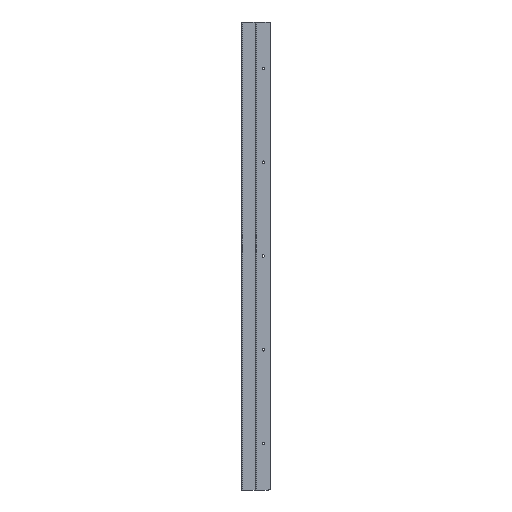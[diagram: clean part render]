
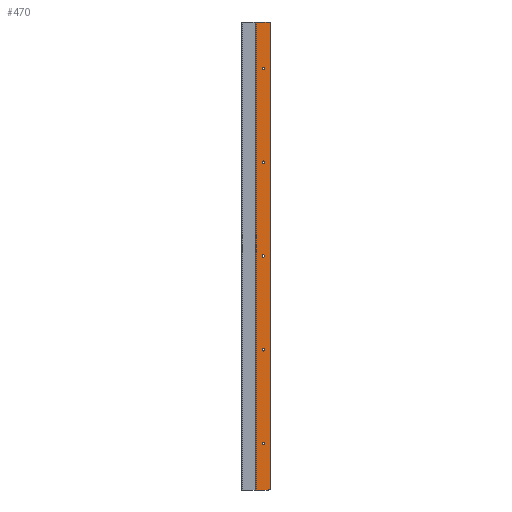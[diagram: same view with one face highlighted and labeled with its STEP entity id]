
A CAD part, front view. The second image highlights one B-rep face of the part: STEP entity #470.
In plain terms, the highlighted planar face has unit normal (0, -1, 0).
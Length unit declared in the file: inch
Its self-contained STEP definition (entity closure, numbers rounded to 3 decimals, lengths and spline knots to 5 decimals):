
#10 = EDGE_CURVE ( 'NONE', #925, #925, #271, .T. ) ;
#16 = CARTESIAN_POINT ( 'NONE',  ( 1.5, -0.548, 23.75 ) ) ;
#19 = CARTESIAN_POINT ( 'NONE',  ( 0.047, -0.548, -24. ) ) ;
#37 = VERTEX_POINT ( 'NONE', #933 ) ;
#38 = ORIENTED_EDGE ( 'NONE', *, *, #121, .F. ) ;
#43 = VERTEX_POINT ( 'NONE', #848 ) ;
#45 = DIRECTION ( 'NONE',  ( 1., 0., 0. ) ) ;
#99 = EDGE_CURVE ( 'NONE', #118, #170, #397, .T. ) ;
#100 = DIRECTION ( 'NONE',  ( 0., -1., 0. ) ) ;
#105 = DIRECTION ( 'NONE',  ( 0., 0., 1. ) ) ;
#110 = PLANE ( 'NONE',  #460 ) ;
#111 = DIRECTION ( 'NONE',  ( 0., 0., 1. ) ) ;
#118 = VERTEX_POINT ( 'NONE', #294 ) ;
#121 = EDGE_CURVE ( 'NONE', #283, #142, #374, .T. ) ;
#124 = DIRECTION ( 'NONE',  ( 0., 1., 0. ) ) ;
#125 = CARTESIAN_POINT ( 'NONE',  ( 0.75, -0.548, 9.75 ) ) ;
#139 = CIRCLE ( 'NONE', #924, 0.125 ) ;
#142 = VERTEX_POINT ( 'NONE', #16 ) ;
#162 = VECTOR ( 'NONE', #829, 39.37008 ) ;
#170 = VERTEX_POINT ( 'NONE', #19 ) ;
#184 = CARTESIAN_POINT ( 'NONE',  ( 1.25, -0.548, -23.75 ) ) ;
#190 = CARTESIAN_POINT ( 'NONE',  ( 1.5, -0.548, 24. ) ) ;
#194 = FACE_BOUND ( 'NONE', #839, .T. ) ;
#198 = AXIS2_PLACEMENT_3D ( 'NONE', #243, #752, #400 ) ;
#205 = ORIENTED_EDGE ( 'NONE', *, *, #725, .F. ) ;
#209 = DIRECTION ( 'NONE',  ( 0., -1., 0. ) ) ;
#212 = EDGE_LOOP ( 'NONE', ( #633 ) ) ;
#219 = CARTESIAN_POINT ( 'NONE',  ( 0.047, -0.548, -24. ) ) ;
#225 = CIRCLE ( 'NONE', #766, 0.125 ) ;
#242 = AXIS2_PLACEMENT_3D ( 'NONE', #681, #903, #651 ) ;
#243 = CARTESIAN_POINT ( 'NONE',  ( 0.75, -0.548, 19.25 ) ) ;
#256 = VERTEX_POINT ( 'NONE', #125 ) ;
#257 = CARTESIAN_POINT ( 'NONE',  ( 1.5, -0.548, -24. ) ) ;
#271 = CIRCLE ( 'NONE', #490, 0.125 ) ;
#279 = ORIENTED_EDGE ( 'NONE', *, *, #478, .F. ) ;
#283 = VERTEX_POINT ( 'NONE', #899 ) ;
#294 = CARTESIAN_POINT ( 'NONE',  ( 1.25, -0.548, -24. ) ) ;
#306 = DIRECTION ( 'NONE',  ( 0., 0., 1. ) ) ;
#307 = EDGE_LOOP ( 'NONE', ( #205, #419, #895, #819, #38, #661 ) ) ;
#315 = EDGE_CURVE ( 'NONE', #142, #319, #956, .T. ) ;
#319 = VERTEX_POINT ( 'NONE', #520 ) ;
#367 = ORIENTED_EDGE ( 'NONE', *, *, #788, .F. ) ;
#374 = CIRCLE ( 'NONE', #937, 0.25 ) ;
#390 = DIRECTION ( 'NONE',  ( 0., 0., 1. ) ) ;
#397 = LINE ( 'NONE', #257, #765 ) ;
#400 = DIRECTION ( 'NONE',  ( 0., 0., 1. ) ) ;
#410 = VECTOR ( 'NONE', #45, 39.37008 ) ;
#415 = EDGE_LOOP ( 'NONE', ( #279 ) ) ;
#416 = ORIENTED_EDGE ( 'NONE', *, *, #773, .F. ) ;
#419 = ORIENTED_EDGE ( 'NONE', *, *, #99, .F. ) ;
#441 = EDGE_LOOP ( 'NONE', ( #367 ) ) ;
#448 = AXIS2_PLACEMENT_3D ( 'NONE', #184, #628, #111 ) ;
#454 = DIRECTION ( 'NONE',  ( 0., -1., 0. ) ) ;
#460 = AXIS2_PLACEMENT_3D ( 'NONE', #916, #847, #105 ) ;
#461 = FACE_BOUND ( 'NONE', #415, .T. ) ;
#470 = ADVANCED_FACE ( 'NONE', ( #461, #194, #836, #546, #674, #860 ), #110, .F. ) ;
#478 = EDGE_CURVE ( 'NONE', #772, #772, #911, .T. ) ;
#490 = AXIS2_PLACEMENT_3D ( 'NONE', #569, #209, #547 ) ;
#520 = CARTESIAN_POINT ( 'NONE',  ( 1.5, -0.548, -23.75 ) ) ;
#533 = DIRECTION ( 'NONE',  ( 0., 0., 1. ) ) ;
#539 = CARTESIAN_POINT ( 'NONE',  ( 1.25, -0.548, 23.75 ) ) ;
#546 = FACE_BOUND ( 'NONE', #441, .T. ) ;
#547 = DIRECTION ( 'NONE',  ( 0., 0., 1. ) ) ;
#569 = CARTESIAN_POINT ( 'NONE',  ( 0.75, -0.548, -19.25 ) ) ;
#617 = LINE ( 'NONE', #190, #410 ) ;
#622 = VERTEX_POINT ( 'NONE', #705 ) ;
#628 = DIRECTION ( 'NONE',  ( 0., 1., 0. ) ) ;
#633 = ORIENTED_EDGE ( 'NONE', *, *, #10, .F. ) ;
#651 = DIRECTION ( 'NONE',  ( 0., 0., 1. ) ) ;
#661 = ORIENTED_EDGE ( 'NONE', *, *, #864, .F. ) ;
#662 = CARTESIAN_POINT ( 'NONE',  ( 1.5, -0.548, -24. ) ) ;
#674 = FACE_BOUND ( 'NONE', #212, .T. ) ;
#681 = CARTESIAN_POINT ( 'NONE',  ( 0.75, -0.548, 0. ) ) ;
#692 = CARTESIAN_POINT ( 'NONE',  ( 0.75, -0.548, 19.375 ) ) ;
#705 = CARTESIAN_POINT ( 'NONE',  ( 0.75, -0.548, 0.125 ) ) ;
#725 = EDGE_CURVE ( 'NONE', #170, #43, #809, .T. ) ;
#728 = CARTESIAN_POINT ( 'NONE',  ( 0.75, -0.548, 9.625 ) ) ;
#748 = CIRCLE ( 'NONE', #448, 0.25 ) ;
#752 = DIRECTION ( 'NONE',  ( 0., -1., 0. ) ) ;
#760 = CARTESIAN_POINT ( 'NONE',  ( 0.75, -0.548, -9.625 ) ) ;
#765 = VECTOR ( 'NONE', #852, 39.37008 ) ;
#766 = AXIS2_PLACEMENT_3D ( 'NONE', #728, #454, #390 ) ;
#772 = VERTEX_POINT ( 'NONE', #692 ) ;
#773 = EDGE_CURVE ( 'NONE', #256, #256, #225, .T. ) ;
#776 = CARTESIAN_POINT ( 'NONE',  ( 0.75, -0.548, -19.125 ) ) ;
#779 = EDGE_LOOP ( 'NONE', ( #853 ) ) ;
#785 = CIRCLE ( 'NONE', #242, 0.125 ) ;
#788 = EDGE_CURVE ( 'NONE', #37, #37, #139, .T. ) ;
#802 = EDGE_CURVE ( 'NONE', #622, #622, #785, .T. ) ;
#809 = LINE ( 'NONE', #219, #954 ) ;
#812 = DIRECTION ( 'NONE',  ( 0., 0., 1. ) ) ;
#819 = ORIENTED_EDGE ( 'NONE', *, *, #315, .F. ) ;
#829 = DIRECTION ( 'NONE',  ( 0., 0., -1. ) ) ;
#836 = FACE_BOUND ( 'NONE', #779, .T. ) ;
#839 = EDGE_LOOP ( 'NONE', ( #416 ) ) ;
#847 = DIRECTION ( 'NONE',  ( 0., 1., 0. ) ) ;
#848 = CARTESIAN_POINT ( 'NONE',  ( 0.047, -0.548, 24. ) ) ;
#852 = DIRECTION ( 'NONE',  ( -1., 0., 0. ) ) ;
#853 = ORIENTED_EDGE ( 'NONE', *, *, #802, .F. ) ;
#860 = FACE_OUTER_BOUND ( 'NONE', #307, .T. ) ;
#864 = EDGE_CURVE ( 'NONE', #43, #283, #617, .T. ) ;
#895 = ORIENTED_EDGE ( 'NONE', *, *, #946, .F. ) ;
#899 = CARTESIAN_POINT ( 'NONE',  ( 1.25, -0.548, 24. ) ) ;
#903 = DIRECTION ( 'NONE',  ( 0., -1., 0. ) ) ;
#911 = CIRCLE ( 'NONE', #198, 0.125 ) ;
#916 = CARTESIAN_POINT ( 'NONE',  ( 1.5, -0.548, -24. ) ) ;
#924 = AXIS2_PLACEMENT_3D ( 'NONE', #760, #100, #306 ) ;
#925 = VERTEX_POINT ( 'NONE', #776 ) ;
#933 = CARTESIAN_POINT ( 'NONE',  ( 0.75, -0.548, -9.5 ) ) ;
#937 = AXIS2_PLACEMENT_3D ( 'NONE', #539, #124, #533 ) ;
#946 = EDGE_CURVE ( 'NONE', #319, #118, #748, .T. ) ;
#954 = VECTOR ( 'NONE', #812, 39.37008 ) ;
#956 = LINE ( 'NONE', #662, #162 ) ;
